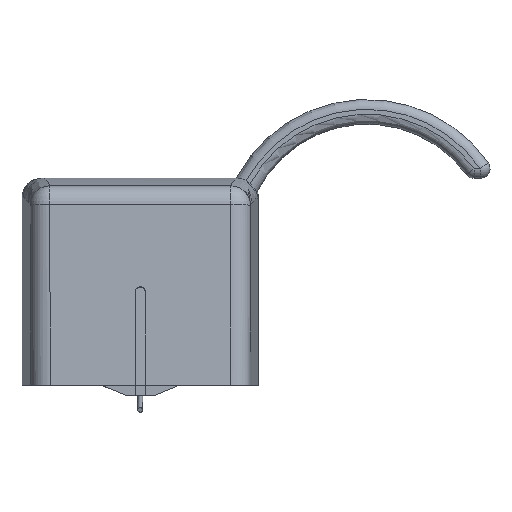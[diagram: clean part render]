
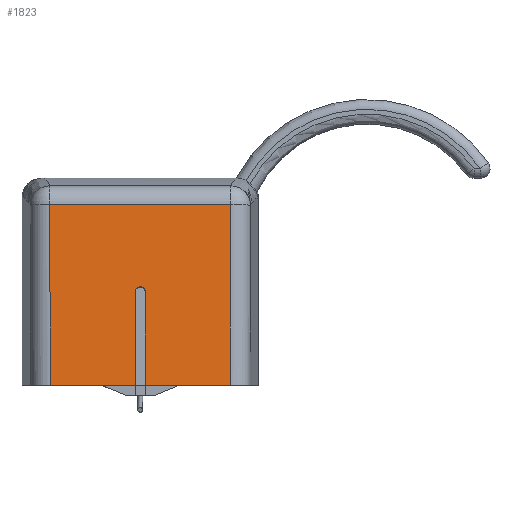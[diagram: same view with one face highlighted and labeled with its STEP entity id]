
A CAD part, front view. The second image highlights one B-rep face of the part: STEP entity #1823.
In plain terms, the highlighted planar face has unit normal (0, -0.999, 0.048).
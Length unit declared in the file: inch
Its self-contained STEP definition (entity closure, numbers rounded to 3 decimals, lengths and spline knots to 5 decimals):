
#125=PLANE('',#2006);
#211=FACE_OUTER_BOUND('',#327,.T.);
#327=EDGE_LOOP('',(#1535,#1536,#1537,#1538,#1539,#1540,#1541,#1542));
#422=CIRCLE('',#2003,0.5);
#545=LINE('',#3185,#680);
#549=LINE('',#3193,#684);
#557=LINE('',#3216,#692);
#558=LINE('',#3218,#693);
#559=LINE('',#3221,#694);
#560=LINE('',#3223,#695);
#561=LINE('',#3224,#696);
#680=VECTOR('',#2441,1.);
#684=VECTOR('',#2445,1.);
#692=VECTOR('',#2467,1.);
#693=VECTOR('',#2470,1.);
#694=VECTOR('',#2473,1.);
#695=VECTOR('',#2474,1.);
#696=VECTOR('',#2475,1.);
#862=VERTEX_POINT('',#3182);
#863=VERTEX_POINT('',#3184);
#866=VERTEX_POINT('',#3190);
#867=VERTEX_POINT('',#3192);
#874=VERTEX_POINT('',#3210);
#875=VERTEX_POINT('',#3212);
#876=VERTEX_POINT('',#3220);
#877=VERTEX_POINT('',#3222);
#1091=EDGE_CURVE('',#862,#863,#545,.T.);
#1095=EDGE_CURVE('',#866,#867,#549,.T.);
#1105=EDGE_CURVE('',#874,#875,#422,.T.);
#1107=EDGE_CURVE('',#866,#875,#557,.T.);
#1108=EDGE_CURVE('',#874,#863,#558,.T.);
#1109=EDGE_CURVE('',#876,#862,#559,.T.);
#1110=EDGE_CURVE('',#877,#876,#560,.T.);
#1111=EDGE_CURVE('',#867,#877,#561,.T.);
#1535=ORIENTED_EDGE('',*,*,#1107,.T.);
#1536=ORIENTED_EDGE('',*,*,#1105,.F.);
#1537=ORIENTED_EDGE('',*,*,#1108,.T.);
#1538=ORIENTED_EDGE('',*,*,#1091,.F.);
#1539=ORIENTED_EDGE('',*,*,#1109,.F.);
#1540=ORIENTED_EDGE('',*,*,#1110,.F.);
#1541=ORIENTED_EDGE('',*,*,#1111,.F.);
#1542=ORIENTED_EDGE('',*,*,#1095,.F.);
#1823=ADVANCED_FACE('',(#211),#125,.T.);
#2003=AXIS2_PLACEMENT_3D('',#3213,#2462,#2463);
#2006=AXIS2_PLACEMENT_3D('',#3219,#2471,#2472);
#2441=DIRECTION('',(-1.,0.,0.));
#2445=DIRECTION('',(-1.,0.,0.));
#2462=DIRECTION('center_axis',(0.,-0.999,0.048));
#2463=DIRECTION('ref_axis',(0.,0.048,0.999));
#2467=DIRECTION('',(0.,0.048,0.999));
#2470=DIRECTION('',(0.,-0.048,-0.999));
#2471=DIRECTION('center_axis',(0.,-0.999,0.048));
#2472=DIRECTION('ref_axis',(0.,-0.048,-0.999));
#2473=DIRECTION('',(-0.003,-0.048,-0.999));
#2474=DIRECTION('',(1.,0.,0.));
#2475=DIRECTION('',(-0.003,0.048,0.999));
#3182=CARTESIAN_POINT('',(9.12874,0.,0.));
#3184=CARTESIAN_POINT('',(0.5,0.,0.));
#3185=CARTESIAN_POINT('',(0.,0.,0.));
#3190=CARTESIAN_POINT('',(-0.5,0.,0.));
#3192=CARTESIAN_POINT('',(-9.12874,0.,0.));
#3193=CARTESIAN_POINT('',(0.,0.,0.));
#3210=CARTESIAN_POINT('',(0.5,0.45187,9.48926));
#3212=CARTESIAN_POINT('',(-0.5,0.45187,9.48926));
#3213=CARTESIAN_POINT('Origin',(0.,0.45187,9.48926));
#3216=CARTESIAN_POINT('',(-0.5,0.36892,7.74733));
#3218=CARTESIAN_POINT('',(0.5,0.36892,7.74733));
#3219=CARTESIAN_POINT('Origin',(0.,0.5,10.5));
#3220=CARTESIAN_POINT('',(9.18701,0.87402,18.35452));
#3221=CARTESIAN_POINT('',(9.16336,0.51928,10.90491));
#3222=CARTESIAN_POINT('',(-9.18701,0.87402,18.35452));
#3223=CARTESIAN_POINT('',(24.,0.87402,18.35452));
#3224=CARTESIAN_POINT('',(-9.16336,0.51928,10.90491));
